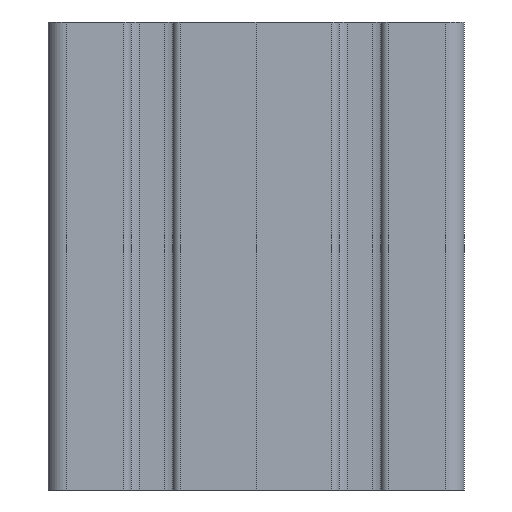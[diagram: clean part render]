
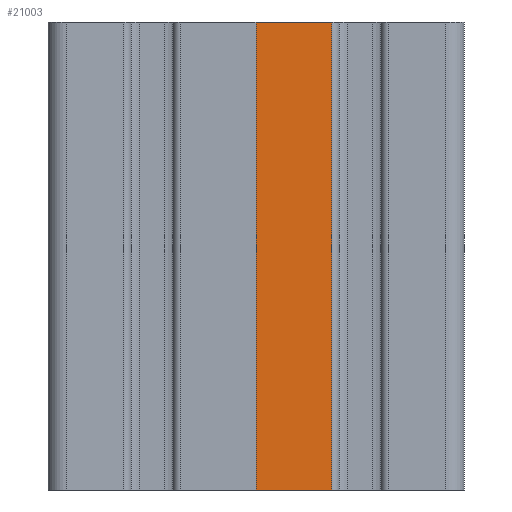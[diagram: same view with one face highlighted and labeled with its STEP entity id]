
A CAD part, front view. The second image highlights one B-rep face of the part: STEP entity #21003.
In plain terms, the highlighted planar face has unit normal (0.013, -1, 0).
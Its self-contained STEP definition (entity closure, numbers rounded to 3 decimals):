
#72 = PLANE('',#73);
#73 = AXIS2_PLACEMENT_3D('',#74,#75,#76);
#74 = CARTESIAN_POINT('',(630.858,250.121,-45.));
#75 = DIRECTION('',(0.,0.,1.));
#76 = DIRECTION('',(1.,0.,-0.));
#126 = PLANE('',#127);
#127 = AXIS2_PLACEMENT_3D('',#128,#129,#130);
#128 = CARTESIAN_POINT('',(630.858,250.121,45.));
#129 = DIRECTION('',(0.,0.,1.));
#130 = DIRECTION('',(1.,0.,-0.));
#14771 = VERTEX_POINT('',#14772);
#14772 = CARTESIAN_POINT('',(645.378,230.311,-45.));
#14791 = CYLINDRICAL_SURFACE('',#14792,1.5);
#14792 = AXIS2_PLACEMENT_3D('',#14793,#14794,#14795);
#14793 = CARTESIAN_POINT('',(645.358,231.811,0.));
#14794 = DIRECTION('',(0.,0.,1.));
#14795 = DIRECTION('',(0.013,-1.,0.));
#14803 = EDGE_CURVE('',#14771,#14804,#14806,.T.);
#14804 = VERTEX_POINT('',#14805);
#14805 = CARTESIAN_POINT('',(630.858,230.121,-45.));
#14806 = SURFACE_CURVE('',#14807,(#14811,#14818),.PCURVE_S1.);
#14807 = LINE('',#14808,#14809);
#14808 = CARTESIAN_POINT('',(630.858,230.121,-45.));
#14809 = VECTOR('',#14810,1.);
#14810 = DIRECTION('',(-1.,-0.013,0.));
#14811 = PCURVE('',#72,#14812);
#14812 = DEFINITIONAL_REPRESENTATION('',(#14813),#14817);
#14813 = LINE('',#14814,#14815);
#14814 = CARTESIAN_POINT('',(0.,-20.));
#14815 = VECTOR('',#14816,1.);
#14816 = DIRECTION('',(-1.,-0.013));
#14817 = ( GEOMETRIC_REPRESENTATION_CONTEXT(2) 
PARAMETRIC_REPRESENTATION_CONTEXT() REPRESENTATION_CONTEXT('2D SPACE',''
  ) );
#14818 = PCURVE('',#14819,#14824);
#14819 = PLANE('',#14820);
#14820 = AXIS2_PLACEMENT_3D('',#14821,#14822,#14823);
#14821 = CARTESIAN_POINT('',(630.858,230.121,0.));
#14822 = DIRECTION('',(0.013,-1.,0.));
#14823 = DIRECTION('',(1.,0.013,0.));
#14824 = DEFINITIONAL_REPRESENTATION('',(#14825),#14829);
#14825 = LINE('',#14826,#14827);
#14826 = CARTESIAN_POINT('',(0.,-45.));
#14827 = VECTOR('',#14828,1.);
#14828 = DIRECTION('',(-1.,0.));
#14829 = ( GEOMETRIC_REPRESENTATION_CONTEXT(2) 
PARAMETRIC_REPRESENTATION_CONTEXT() REPRESENTATION_CONTEXT('2D SPACE',''
  ) );
#14847 = PLANE('',#14848);
#14848 = AXIS2_PLACEMENT_3D('',#14849,#14850,#14851);
#14849 = CARTESIAN_POINT('',(616.339,230.311,0.));
#14850 = DIRECTION('',(-0.013,-1.,0.));
#14851 = DIRECTION('',(1.,-0.013,0.));
#20959 = VERTEX_POINT('',#20960);
#20960 = CARTESIAN_POINT('',(645.378,230.311,45.));
#20982 = EDGE_CURVE('',#14771,#20959,#20983,.T.);
#20983 = SURFACE_CURVE('',#20984,(#20988,#20995),.PCURVE_S1.);
#20984 = LINE('',#20985,#20986);
#20985 = CARTESIAN_POINT('',(645.378,230.311,0.));
#20986 = VECTOR('',#20987,1.);
#20987 = DIRECTION('',(0.,0.,1.));
#20988 = PCURVE('',#14791,#20989);
#20989 = DEFINITIONAL_REPRESENTATION('',(#20990),#20994);
#20990 = LINE('',#20991,#20992);
#20991 = CARTESIAN_POINT('',(0.,0.));
#20992 = VECTOR('',#20993,1.);
#20993 = DIRECTION('',(0.,1.));
#20994 = ( GEOMETRIC_REPRESENTATION_CONTEXT(2) 
PARAMETRIC_REPRESENTATION_CONTEXT() REPRESENTATION_CONTEXT('2D SPACE',''
  ) );
#20995 = PCURVE('',#14819,#20996);
#20996 = DEFINITIONAL_REPRESENTATION('',(#20997),#21001);
#20997 = LINE('',#20998,#20999);
#20998 = CARTESIAN_POINT('',(14.521,0.));
#20999 = VECTOR('',#21000,1.);
#21000 = DIRECTION('',(0.,1.));
#21001 = ( GEOMETRIC_REPRESENTATION_CONTEXT(2) 
PARAMETRIC_REPRESENTATION_CONTEXT() REPRESENTATION_CONTEXT('2D SPACE',''
  ) );
#21003 = ADVANCED_FACE('',(#21004),#14819,.T.);
#21004 = FACE_BOUND('',#21005,.T.);
#21005 = EDGE_LOOP('',(#21006,#21007,#21030,#21051));
#21006 = ORIENTED_EDGE('',*,*,#20982,.T.);
#21007 = ORIENTED_EDGE('',*,*,#21008,.F.);
#21008 = EDGE_CURVE('',#21009,#20959,#21011,.T.);
#21009 = VERTEX_POINT('',#21010);
#21010 = CARTESIAN_POINT('',(630.858,230.121,45.));
#21011 = SURFACE_CURVE('',#21012,(#21016,#21023),.PCURVE_S1.);
#21012 = LINE('',#21013,#21014);
#21013 = CARTESIAN_POINT('',(630.858,230.121,45.));
#21014 = VECTOR('',#21015,1.);
#21015 = DIRECTION('',(1.,0.013,0.));
#21016 = PCURVE('',#14819,#21017);
#21017 = DEFINITIONAL_REPRESENTATION('',(#21018),#21022);
#21018 = LINE('',#21019,#21020);
#21019 = CARTESIAN_POINT('',(0.,45.));
#21020 = VECTOR('',#21021,1.);
#21021 = DIRECTION('',(1.,0.));
#21022 = ( GEOMETRIC_REPRESENTATION_CONTEXT(2) 
PARAMETRIC_REPRESENTATION_CONTEXT() REPRESENTATION_CONTEXT('2D SPACE',''
  ) );
#21023 = PCURVE('',#126,#21024);
#21024 = DEFINITIONAL_REPRESENTATION('',(#21025),#21029);
#21025 = LINE('',#21026,#21027);
#21026 = CARTESIAN_POINT('',(0.,-20.));
#21027 = VECTOR('',#21028,1.);
#21028 = DIRECTION('',(1.,0.013));
#21029 = ( GEOMETRIC_REPRESENTATION_CONTEXT(2) 
PARAMETRIC_REPRESENTATION_CONTEXT() REPRESENTATION_CONTEXT('2D SPACE',''
  ) );
#21030 = ORIENTED_EDGE('',*,*,#21031,.F.);
#21031 = EDGE_CURVE('',#14804,#21009,#21032,.T.);
#21032 = SURFACE_CURVE('',#21033,(#21037,#21044),.PCURVE_S1.);
#21033 = LINE('',#21034,#21035);
#21034 = CARTESIAN_POINT('',(630.858,230.121,0.));
#21035 = VECTOR('',#21036,1.);
#21036 = DIRECTION('',(0.,0.,1.));
#21037 = PCURVE('',#14819,#21038);
#21038 = DEFINITIONAL_REPRESENTATION('',(#21039),#21043);
#21039 = LINE('',#21040,#21041);
#21040 = CARTESIAN_POINT('',(0.,0.));
#21041 = VECTOR('',#21042,1.);
#21042 = DIRECTION('',(0.,1.));
#21043 = ( GEOMETRIC_REPRESENTATION_CONTEXT(2) 
PARAMETRIC_REPRESENTATION_CONTEXT() REPRESENTATION_CONTEXT('2D SPACE',''
  ) );
#21044 = PCURVE('',#14847,#21045);
#21045 = DEFINITIONAL_REPRESENTATION('',(#21046),#21050);
#21046 = LINE('',#21047,#21048);
#21047 = CARTESIAN_POINT('',(14.521,0.));
#21048 = VECTOR('',#21049,1.);
#21049 = DIRECTION('',(0.,1.));
#21050 = ( GEOMETRIC_REPRESENTATION_CONTEXT(2) 
PARAMETRIC_REPRESENTATION_CONTEXT() REPRESENTATION_CONTEXT('2D SPACE',''
  ) );
#21051 = ORIENTED_EDGE('',*,*,#14803,.F.);
